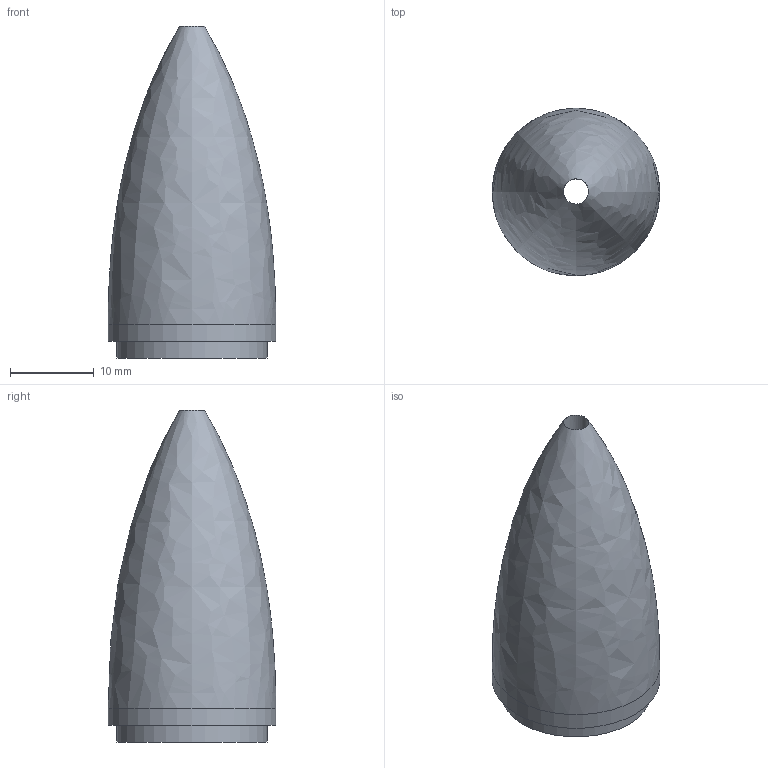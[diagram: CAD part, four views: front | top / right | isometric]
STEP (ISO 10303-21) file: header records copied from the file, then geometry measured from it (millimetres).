
FILE_DESCRIPTION(/* description */ (''),/* implementation_level */ '2;1');
FILE_NAME(/* name */ 'Tip.step',/* time_stamp */ '2020-08-21T21:22:46+02:00',/* author */ (''),/* organization */ (''),/* preprocessor_version */ 'ST-DEVELOPER v18.1',/* originating_system */ 'Autodesk Translation Framework v9.3.0.1241',/* authorisation */ '');
FILE_SCHEMA (('AUTOMOTIVE_DESIGN { 1 0 10303 214 3 1 1 }'));
Length unit declared in the file: millimetre
Products named in the file (1): Tip
Bounding box: 20 x 20 x 39.6 mm (x, y, z)
Volume: 7434.4 mm3; surface area: 2830.3 mm2
Topology: 1 solids, 1 shells, 10 faces, 20 edges, 13 vertices
Faces by surface type: cylinder 5, plane 3, cone 1, bspline 1
Full cylindrical faces by diameter (mm): 3 x2, 4.6 x1, 17.9 x1, 20 x1
Entity records: 476 total; most frequent: CARTESIAN_POINT 225, DIRECTION 46, ORIENTED_EDGE 38, AXIS2_PLACEMENT_3D 20, EDGE_CURVE 19, EDGE_LOOP 14, VERTEX_POINT 13, FACE_OUTER_BOUND 10
